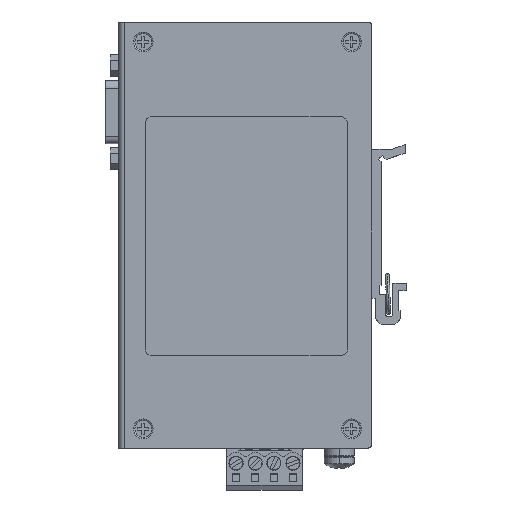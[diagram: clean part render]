
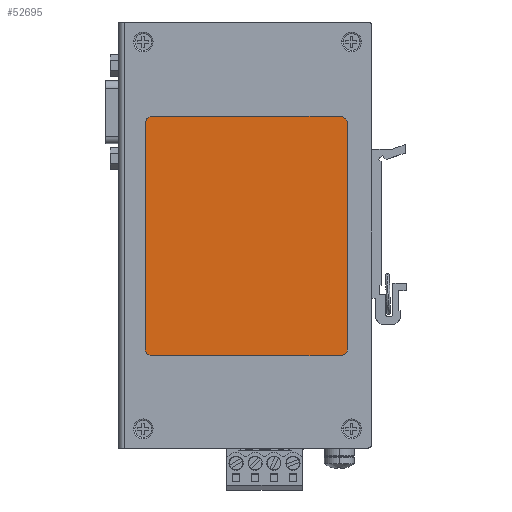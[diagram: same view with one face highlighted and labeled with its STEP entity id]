
A CAD part, top view. The second image highlights one B-rep face of the part: STEP entity #52695.
In plain terms, the highlighted planar face has unit normal (0, 0, 1).
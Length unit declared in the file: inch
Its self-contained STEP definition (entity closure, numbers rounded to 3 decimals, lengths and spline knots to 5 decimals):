
#19 = CIRCLE ( 'NONE', #27028, 0.07874 ) ;
#887 = DIRECTION ( 'NONE',  ( 1., 0., 0. ) ) ;
#1923 = CARTESIAN_POINT ( 'NONE',  ( -1.05806, 3.44512, 1.11322 ) ) ;
#2241 = VECTOR ( 'NONE', #21175, 39.37008 ) ;
#3179 = LINE ( 'NONE', #26430, #30383 ) ;
#6414 = CARTESIAN_POINT ( 'NONE',  ( 1.00493, 3.52386, 1.11322 ) ) ;
#7470 = ORIENTED_EDGE ( 'NONE', *, *, #20633, .T. ) ;
#8297 = VERTEX_POINT ( 'NONE', #11801 ) ;
#11801 = CARTESIAN_POINT ( 'NONE',  ( -0.97932, 3.52386, 1.11322 ) ) ;
#12399 = VERTEX_POINT ( 'NONE', #33262 ) ;
#12639 = EDGE_CURVE ( 'NONE', #22267, #46725, #3179, .T. ) ;
#12747 = DIRECTION ( 'NONE',  ( 0., -1., 0. ) ) ;
#12925 = ORIENTED_EDGE ( 'NONE', *, *, #12639, .T. ) ;
#13752 = ORIENTED_EDGE ( 'NONE', *, *, #46682, .T. ) ;
#14780 = PLANE ( 'NONE',  #17775 ) ;
#15507 = VECTOR ( 'NONE', #37425, 39.37008 ) ;
#16082 = CARTESIAN_POINT ( 'NONE',  ( -0.97932, 1.06716, 1.11322 ) ) ;
#16856 = DIRECTION ( 'NONE',  ( 1., 0., 0. ) ) ;
#17006 = VERTEX_POINT ( 'NONE', #48469 ) ;
#17264 = DIRECTION ( 'NONE',  ( 0., 0., 1. ) ) ;
#17356 = CARTESIAN_POINT ( 'NONE',  ( 1.00493, 3.44512, 1.11322 ) ) ;
#17775 = AXIS2_PLACEMENT_3D ( 'NONE', #16082, #51716, #16856 ) ;
#17884 = ORIENTED_EDGE ( 'NONE', *, *, #44521, .T. ) ;
#18326 = DIRECTION ( 'NONE',  ( 1., 0., 0. ) ) ;
#20633 = EDGE_CURVE ( 'NONE', #12399, #41019, #30407, .T. ) ;
#21089 = AXIS2_PLACEMENT_3D ( 'NONE', #53609, #49857, #18326 ) ;
#21175 = DIRECTION ( 'NONE',  ( 0., 1., 0. ) ) ;
#21511 = CARTESIAN_POINT ( 'NONE',  ( -0.97932, 0.98842, 1.11322 ) ) ;
#22267 = VERTEX_POINT ( 'NONE', #1923 ) ;
#22707 = EDGE_CURVE ( 'NONE', #8297, #22267, #19, .T. ) ;
#23627 = VECTOR ( 'NONE', #47416, 39.37008 ) ;
#25984 = ORIENTED_EDGE ( 'NONE', *, *, #22707, .T. ) ;
#26430 = CARTESIAN_POINT ( 'NONE',  ( -1.05806, 3.44512, 1.11322 ) ) ;
#27028 = AXIS2_PLACEMENT_3D ( 'NONE', #55799, #38167, #33325 ) ;
#30277 = CARTESIAN_POINT ( 'NONE',  ( 1.08367, 1.06716, 1.11322 ) ) ;
#30383 = VECTOR ( 'NONE', #12747, 39.37008 ) ;
#30407 = CIRCLE ( 'NONE', #49729, 0.07874 ) ;
#31248 = VERTEX_POINT ( 'NONE', #55000 ) ;
#32035 = CARTESIAN_POINT ( 'NONE',  ( -0.97932, 0.98842, 1.11322 ) ) ;
#32823 = EDGE_CURVE ( 'NONE', #42086, #31248, #41045, .T. ) ;
#33262 = CARTESIAN_POINT ( 'NONE',  ( 1.08367, 3.44512, 1.11322 ) ) ;
#33325 = DIRECTION ( 'NONE',  ( 1., 0., 0. ) ) ;
#34254 = EDGE_CURVE ( 'NONE', #41019, #8297, #50389, .T. ) ;
#37425 = DIRECTION ( 'NONE',  ( -1., 0., 0. ) ) ;
#38167 = DIRECTION ( 'NONE',  ( 0., 0., 1. ) ) ;
#40905 = CARTESIAN_POINT ( 'NONE',  ( -1.05806, 1.06716, 1.11322 ) ) ;
#41019 = VERTEX_POINT ( 'NONE', #48330 ) ;
#41045 = LINE ( 'NONE', #21511, #23627 ) ;
#42076 = LINE ( 'NONE', #30277, #2241 ) ;
#42086 = VERTEX_POINT ( 'NONE', #32035 ) ;
#44521 = EDGE_CURVE ( 'NONE', #31248, #17006, #50313, .T. ) ;
#46358 = FACE_OUTER_BOUND ( 'NONE', #48531, .T. ) ;
#46682 = EDGE_CURVE ( 'NONE', #46725, #42086, #57323, .T. ) ;
#46698 = AXIS2_PLACEMENT_3D ( 'NONE', #53303, #17264, #57620 ) ;
#46725 = VERTEX_POINT ( 'NONE', #40905 ) ;
#47416 = DIRECTION ( 'NONE',  ( 1., 0., 0. ) ) ;
#48330 = CARTESIAN_POINT ( 'NONE',  ( 1.00493, 3.52386, 1.11322 ) ) ;
#48469 = CARTESIAN_POINT ( 'NONE',  ( 1.08367, 1.06716, 1.11322 ) ) ;
#48531 = EDGE_LOOP ( 'NONE', ( #13752, #57016, #17884, #55955, #7470, #52502, #25984, #12925 ) ) ;
#49729 = AXIS2_PLACEMENT_3D ( 'NONE', #17356, #53007, #887 ) ;
#49857 = DIRECTION ( 'NONE',  ( 0., 0., 1. ) ) ;
#50313 = CIRCLE ( 'NONE', #46698, 0.07874 ) ;
#50389 = LINE ( 'NONE', #6414, #15507 ) ;
#51716 = DIRECTION ( 'NONE',  ( 0., 0., 1. ) ) ;
#52502 = ORIENTED_EDGE ( 'NONE', *, *, #34254, .T. ) ;
#52695 = ADVANCED_FACE ( 'NONE', ( #46358 ), #14780, .T. ) ;
#53007 = DIRECTION ( 'NONE',  ( 0., 0., 1. ) ) ;
#53303 = CARTESIAN_POINT ( 'NONE',  ( 1.00493, 1.06716, 1.11322 ) ) ;
#53609 = CARTESIAN_POINT ( 'NONE',  ( -0.97932, 1.06716, 1.11322 ) ) ;
#55000 = CARTESIAN_POINT ( 'NONE',  ( 1.00493, 0.98842, 1.11322 ) ) ;
#55510 = EDGE_CURVE ( 'NONE', #17006, #12399, #42076, .T. ) ;
#55799 = CARTESIAN_POINT ( 'NONE',  ( -0.97932, 3.44512, 1.11322 ) ) ;
#55955 = ORIENTED_EDGE ( 'NONE', *, *, #55510, .T. ) ;
#57016 = ORIENTED_EDGE ( 'NONE', *, *, #32823, .T. ) ;
#57323 = CIRCLE ( 'NONE', #21089, 0.07874 ) ;
#57620 = DIRECTION ( 'NONE',  ( 1., 0., 0. ) ) ;
